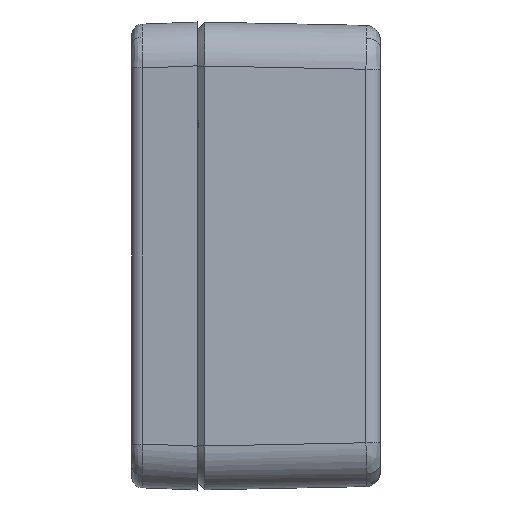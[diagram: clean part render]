
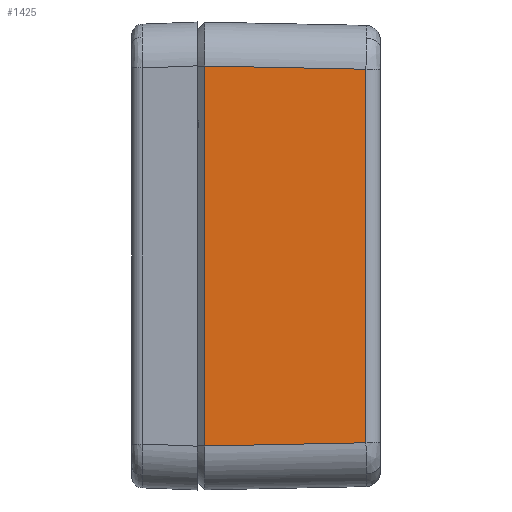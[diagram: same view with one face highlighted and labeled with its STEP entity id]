
A CAD part, left-side view. The second image highlights one B-rep face of the part: STEP entity #1425.
In plain terms, the highlighted planar face has unit normal (-1, -0.02, 0).
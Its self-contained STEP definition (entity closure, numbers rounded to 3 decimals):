
#1198 = EDGE_LOOP ( 'NONE', ( #1414, #1416, #1232, #1241 ) ) ;
#1230 = VERTEX_POINT ( 'NONE', #27151 ) ;
#1232 = ORIENTED_EDGE ( 'NONE', *, *, #1404, .T. ) ;
#1234 = VERTEX_POINT ( 'NONE', #27132 ) ;
#1241 = ORIENTED_EDGE ( 'NONE', *, *, #1455, .T. ) ;
#1325 = VERTEX_POINT ( 'NONE', #27464 ) ;
#1404 = EDGE_CURVE ( 'NONE', #1234, #1230, #27829, .T. ) ;
#1408 = EDGE_CURVE ( 'NONE', #1325, #1234, #27867, .T. ) ;
#1414 = ORIENTED_EDGE ( 'NONE', *, *, #1435, .T. ) ;
#1416 = ORIENTED_EDGE ( 'NONE', *, *, #1408, .T. ) ;
#1425 = ADVANCED_FACE ( 'NONE', ( #27896 ), #27895, .T. ) ;
#1435 = EDGE_CURVE ( 'NONE', #6578, #1325, #27929, .T. ) ;
#1455 = EDGE_CURVE ( 'NONE', #1230, #6578, #27983, .T. ) ;
#4014 = CARTESIAN_POINT ( 'NONE',  ( -74.539, -23.04, 25.54 ) ) ;
#6578 = VERTEX_POINT ( 'NONE', #4014 ) ;
#27132 = CARTESIAN_POINT ( 'NONE',  ( -74.98, -1., -25.981 ) ) ;
#27151 = CARTESIAN_POINT ( 'NONE',  ( -74.539, -23.04, -25.54 ) ) ;
#27464 = CARTESIAN_POINT ( 'NONE',  ( -74.98, -1., 25.981 ) ) ;
#27829 = LINE ( 'NONE', #27871, #27870 ) ;
#27864 = DIRECTION ( 'NONE',  ( 0., 0., -1. ) ) ;
#27865 = VECTOR ( 'NONE', #27864, 1000. ) ;
#27866 = CARTESIAN_POINT ( 'NONE',  ( -74.98, -1., -32. ) ) ;
#27867 = LINE ( 'NONE', #27866, #27865 ) ;
#27869 = DIRECTION ( 'NONE',  ( 0.02, -1., 0.02 ) ) ;
#27870 = VECTOR ( 'NONE', #27869, 1000. ) ;
#27871 = CARTESIAN_POINT ( 'NONE',  ( -75.002, 0.12, -26.004 ) ) ;
#27889 = DIRECTION ( 'NONE',  ( 0.02, -1., 0. ) ) ;
#27890 = DIRECTION ( 'NONE',  ( -1., -0.02, 0. ) ) ;
#27891 = CARTESIAN_POINT ( 'NONE',  ( -75., 0., -32. ) ) ;
#27892 = AXIS2_PLACEMENT_3D ( 'NONE', #27891, #27890, #27889 ) ;
#27895 = PLANE ( 'NONE',  #27892 ) ;
#27896 = FACE_OUTER_BOUND ( 'NONE', #1198, .T. ) ;
#27916 = DIRECTION ( 'NONE',  ( -0.02, 1., 0.02 ) ) ;
#27927 = VECTOR ( 'NONE', #27916, 1000. ) ;
#27928 = CARTESIAN_POINT ( 'NONE',  ( -74.977, -1.159, 25.978 ) ) ;
#27929 = LINE ( 'NONE', #27928, #27927 ) ;
#27981 = VECTOR ( 'NONE', #28047, 1000. ) ;
#27982 = CARTESIAN_POINT ( 'NONE',  ( -74.539, -23.04, 25.501 ) ) ;
#27983 = LINE ( 'NONE', #27982, #27981 ) ;
#28047 = DIRECTION ( 'NONE',  ( 0., 0., 1. ) ) ;
